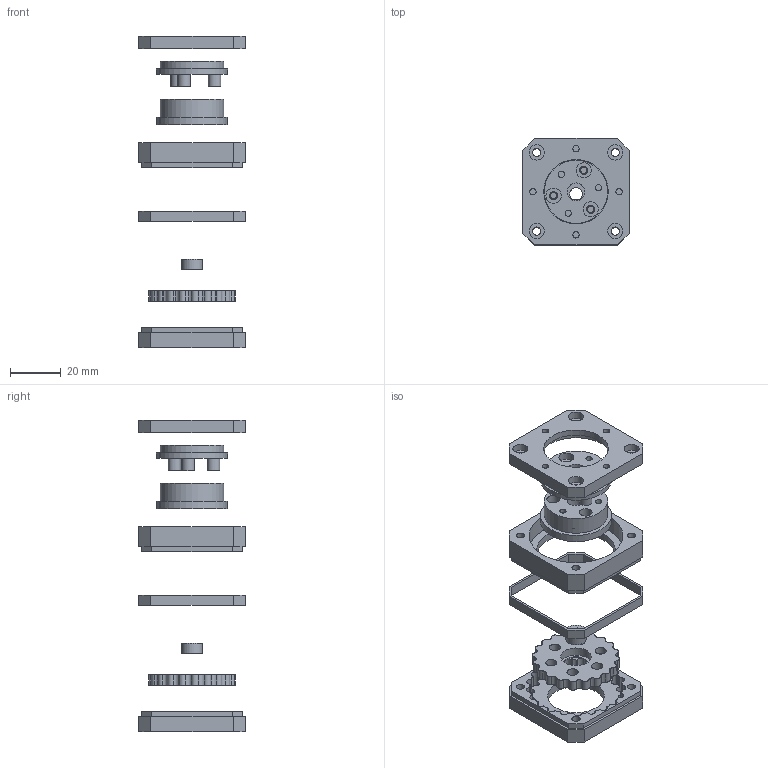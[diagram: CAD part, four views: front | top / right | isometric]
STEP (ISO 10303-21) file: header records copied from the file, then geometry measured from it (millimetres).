
FILE_DESCRIPTION(('HOOPS Exchange Step'),'2;1');
FILE_NAME('temp_export','2024-09-23T17:14:38+08:00',('mobile'),('Shapr3D Limited'),'HOOPS Exchange 2023.2','Shapr3D','Authorized');
FILE_SCHEMA( ('AUTOMOTIVE_DESIGN { 1 0 10303 214 1 1 1 1 }') );
Length unit declared in the file: millimetre
Products named in the file (6): 输出.step; 转子.step; 摆轮.step; 顶.step; 主壳 v1-1.step; root
Assembly tree (5 placements, depth 2):
  root
    输出.step
    转子.step
    摆轮.step
    顶.step
    主壳 v1-1.step
Bounding box: 42 x 42 x 123 mm (x, y, z)
Volume: 27970.2 mm3; surface area: 24280.6 mm2
Topology: 8 solids, 8 shells, 383 faces, 1056 edges, 747 vertices
Faces by surface type: plane 195, cylinder 188
Full cylindrical faces by diameter (mm): 2.5 x10, 3.1 x48, 3.2 x15, 4.4 x6, 5 x3, 5.05 x3, 6 x7, 7 x2, 8 x1, 10 x2, 12 x1, 22.5 x1, 25 x2, 25.4 x1, 28 x2, 29 x1, 31 x1, 37 x1
Entity records: 12902 total; most frequent: DIRECTION 2381, CARTESIAN_POINT 2192, ORIENTED_EDGE 2112, EDGE_CURVE 1056, AXIS2_PLACEMENT_3D 936, VERTEX_POINT 747, CIRCLE 547, VECTOR 509
